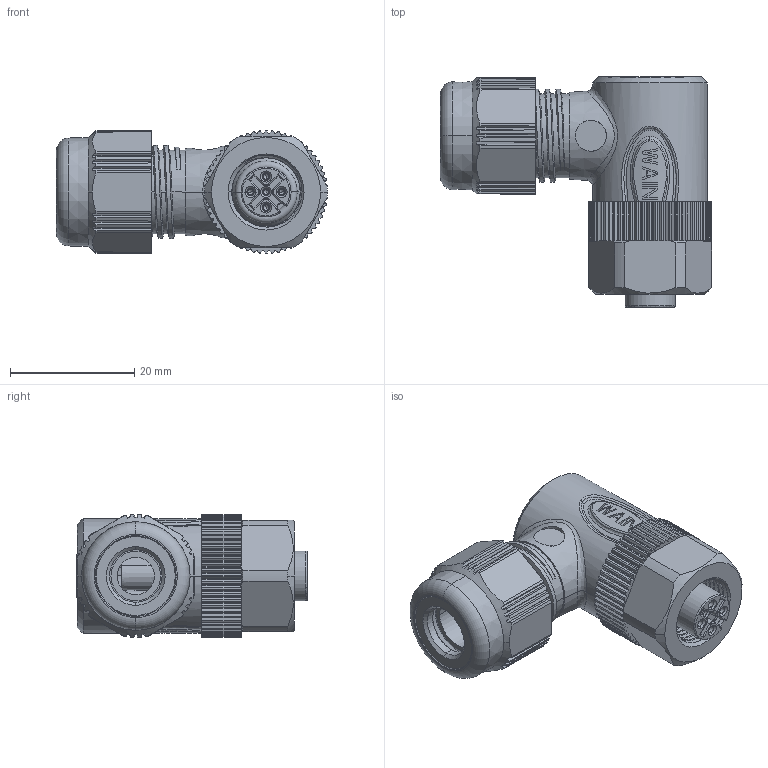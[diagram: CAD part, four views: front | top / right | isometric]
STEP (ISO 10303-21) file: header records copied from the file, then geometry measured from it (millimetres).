
FILE_DESCRIPTION((''),'2;1');
FILE_NAME('PRT0001','2017-07-31T',('y.wang'),(''),'PRO/ENGINEER BY PARAMETRIC TECHNOLOGY CORPORATION, 2012480','PRO/ENGINEER BY PARAMETRIC TECHNOLOGY CORPORATION, 2012480','');
FILE_SCHEMA(('CONFIG_CONTROL_DESIGN'));
Products named in the file (1): PRT0001
Bounding box: 43.65 x 37.1 x 19.8 mm (x, y, z)
Volume: 10346.6 mm3; surface area: 13647 mm2
Topology: 1 solids, 1 shells, 1728 faces, 5411 edges, 3648 vertices
Faces by surface type: plane 637, cylinder 471, cone 218, bspline 193, torus 114, extrusion 93, sphere 2
Entity records: 88681 total; most frequent: CARTESIAN_POINT 43725, ORIENTED_EDGE 10778, DIRECTION 7678, EDGE_CURVE 5389, VERTEX_POINT 3648, AXIS2_PLACEMENT_3D 2865, B_SPLINE_CURVE_WITH_KNOTS 2204, VECTOR 1948
